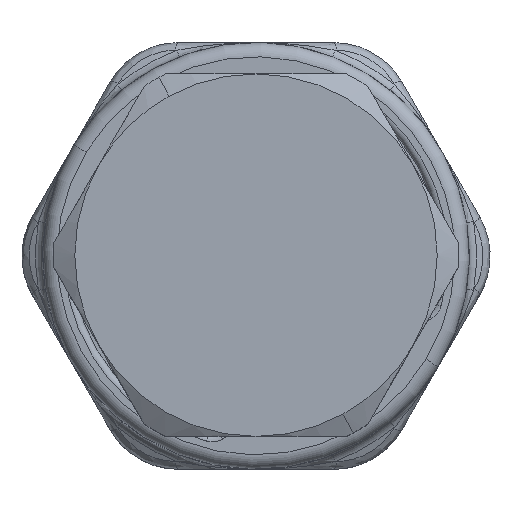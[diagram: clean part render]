
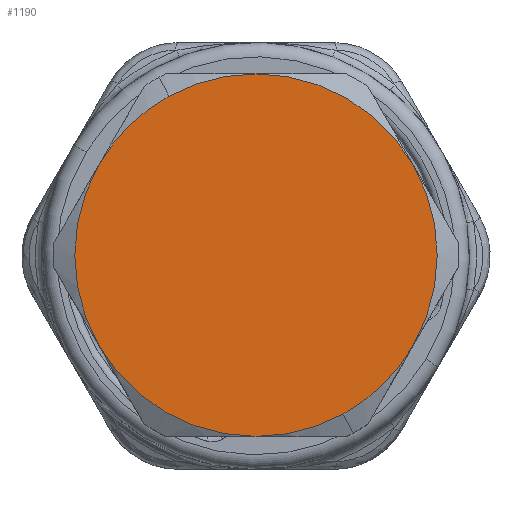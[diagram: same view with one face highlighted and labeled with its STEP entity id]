
A CAD part, top view. The second image highlights one B-rep face of the part: STEP entity #1190.
In plain terms, the highlighted planar face has unit normal (0, 0, 1).
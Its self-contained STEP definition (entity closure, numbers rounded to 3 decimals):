
#403=CARTESIAN_POINT('Vertex',(11.042,6.375,30.5)) ;
#466=CARTESIAN_POINT('Vertex',(11.042,-6.375,30.5)) ;
#555=CARTESIAN_POINT('Vertex',(0.,12.75,30.5)) ;
#630=CARTESIAN_POINT('Vertex',(-11.042,-6.375,30.5)) ;
#693=CARTESIAN_POINT('Vertex',(-11.042,6.375,30.5)) ;
#768=CARTESIAN_POINT('Vertex',(0.,-12.75,30.5)) ;
#823=CARTESIAN_POINT('Axis2P3D Location',(0.,0.,30.5)) ;
#835=CARTESIAN_POINT('Axis2P3D Location',(0.,0.,30.5)) ;
#847=CARTESIAN_POINT('Axis2P3D Location',(0.,0.,30.5)) ;
#851=CARTESIAN_POINT('Vertex',(6.113,-11.189,30.5)) ;
#870=CARTESIAN_POINT('Vertex',(-6.113,11.189,30.5)) ;
#873=CARTESIAN_POINT('Axis2P3D Location',(0.,0.,30.5)) ;
#885=CARTESIAN_POINT('Axis2P3D Location',(0.,0.,30.5)) ;
#897=CARTESIAN_POINT('Axis2P3D Location',(0.,0.,30.5)) ;
#909=CARTESIAN_POINT('Axis2P3D Location',(0.,0.,30.5)) ;
#921=CARTESIAN_POINT('Axis2P3D Location',(0.,0.,30.5)) ;
#1175=CARTESIAN_POINT('Axis2P3D Location',(0.,-12.75,30.5)) ;
#824=DIRECTION('Axis2P3D Direction',(0.,0.,-1.)) ;
#836=DIRECTION('Axis2P3D Direction',(0.,0.,-1.)) ;
#848=DIRECTION('Axis2P3D Direction',(0.,0.,-1.)) ;
#874=DIRECTION('Axis2P3D Direction',(0.,0.,-1.)) ;
#886=DIRECTION('Axis2P3D Direction',(0.,0.,-1.)) ;
#898=DIRECTION('Axis2P3D Direction',(0.,0.,-1.)) ;
#910=DIRECTION('Axis2P3D Direction',(0.,0.,-1.)) ;
#922=DIRECTION('Axis2P3D Direction',(0.,0.,-1.)) ;
#1176=DIRECTION('Axis2P3D Direction',(0.,0.,1.)) ;
#1177=DIRECTION('Axis2P3D XDirection',(1.,0.,0.)) ;
#825=AXIS2_PLACEMENT_3D('Circle Axis2P3D',#823,#824,$) ;
#837=AXIS2_PLACEMENT_3D('Circle Axis2P3D',#835,#836,$) ;
#849=AXIS2_PLACEMENT_3D('Circle Axis2P3D',#847,#848,$) ;
#875=AXIS2_PLACEMENT_3D('Circle Axis2P3D',#873,#874,$) ;
#887=AXIS2_PLACEMENT_3D('Circle Axis2P3D',#885,#886,$) ;
#899=AXIS2_PLACEMENT_3D('Circle Axis2P3D',#897,#898,$) ;
#911=AXIS2_PLACEMENT_3D('Circle Axis2P3D',#909,#910,$) ;
#923=AXIS2_PLACEMENT_3D('Circle Axis2P3D',#921,#922,$) ;
#1178=AXIS2_PLACEMENT_3D('Plane Axis2P3D',#1175,#1176,#1177) ;
#1181=ORIENTED_EDGE('',*,*,#913,.T.) ;
#1182=ORIENTED_EDGE('',*,*,#901,.T.) ;
#1183=ORIENTED_EDGE('',*,*,#889,.T.) ;
#1184=ORIENTED_EDGE('',*,*,#925,.T.) ;
#1185=ORIENTED_EDGE('',*,*,#853,.T.) ;
#1186=ORIENTED_EDGE('',*,*,#839,.T.) ;
#1187=ORIENTED_EDGE('',*,*,#827,.T.) ;
#1188=ORIENTED_EDGE('',*,*,#877,.T.) ;
#1190=ADVANCED_FACE('PartBody',(#1189),#1179,.T.) ;
#826=CIRCLE('generated circle',#825,12.75) ;
#838=CIRCLE('generated circle',#837,12.75) ;
#850=CIRCLE('generated circle',#849,12.75) ;
#876=CIRCLE('generated circle',#875,12.75) ;
#888=CIRCLE('generated circle',#887,12.75) ;
#900=CIRCLE('generated circle',#899,12.75) ;
#912=CIRCLE('generated circle',#911,12.75) ;
#924=CIRCLE('generated circle',#923,12.75) ;
#827=EDGE_CURVE('',#404,#556,#826,.F.) ;
#839=EDGE_CURVE('',#467,#404,#838,.F.) ;
#853=EDGE_CURVE('',#852,#467,#850,.F.) ;
#877=EDGE_CURVE('',#556,#871,#876,.F.) ;
#889=EDGE_CURVE('',#631,#769,#888,.F.) ;
#901=EDGE_CURVE('',#694,#631,#900,.F.) ;
#913=EDGE_CURVE('',#871,#694,#912,.F.) ;
#925=EDGE_CURVE('',#769,#852,#924,.F.) ;
#1180=EDGE_LOOP('',(#1181,#1182,#1183,#1184,#1185,#1186,#1187,#1188)) ;
#1189=FACE_OUTER_BOUND('',#1180,.T.) ;
#1179=PLANE('',#1178) ;
#404=VERTEX_POINT('',#403) ;
#467=VERTEX_POINT('',#466) ;
#556=VERTEX_POINT('',#555) ;
#631=VERTEX_POINT('',#630) ;
#694=VERTEX_POINT('',#693) ;
#769=VERTEX_POINT('',#768) ;
#852=VERTEX_POINT('',#851) ;
#871=VERTEX_POINT('',#870) ;
